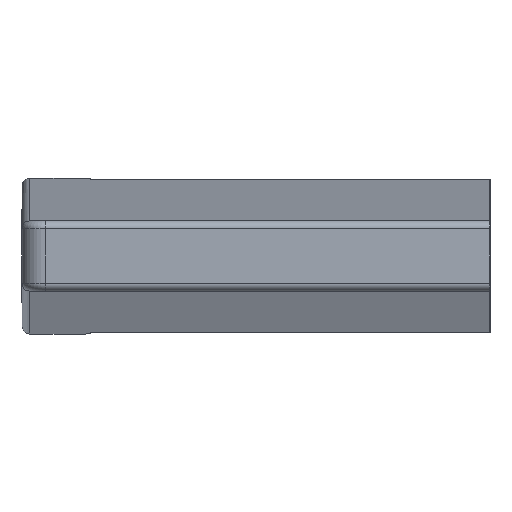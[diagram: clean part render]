
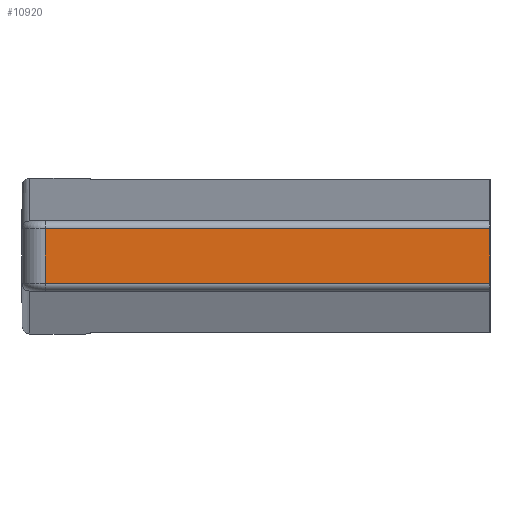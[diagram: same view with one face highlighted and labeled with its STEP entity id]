
A CAD part, left-side view. The second image highlights one B-rep face of the part: STEP entity #10920.
In plain terms, the highlighted planar face has unit normal (-1, 0, 0).
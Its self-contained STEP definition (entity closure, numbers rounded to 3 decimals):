
#9250=CARTESIAN_POINT('',(-43.,0.,-1.75));
#9260=VERTEX_POINT('',#9250);
#9290=CARTESIAN_POINT('',(-43.,0.,-2.25));
#9300=DIRECTION('',(0.,0.,1.));
#9310=VECTOR('',#9300,1000.);
#9320=LINE('',#9290,#9310);
#9330=CARTESIAN_POINT('',(-43.,0.,1.75));
#9340=VERTEX_POINT('',#9330);
#9350=EDGE_CURVE('',#9260,#9340,#9320,.T.);
#10620=CARTESIAN_POINT('',(-43.,30.,-2.25));
#10630=DIRECTION('',(1.,-0.,0.));
#10640=DIRECTION('',(0.,0.,-1.));
#10650=AXIS2_PLACEMENT_3D('',#10620,#10630,#10640);
#10660=PLANE('',#10650);
#10670=ORIENTED_EDGE('',*,*,#9350,.T.);
#10680=CARTESIAN_POINT('',(-43.,30.,-1.75));
#10690=DIRECTION('',(0.,-1.,0.));
#10700=VECTOR('',#10690,1000.);
#10710=LINE('',#10680,#10700);
#10720=CARTESIAN_POINT('',(-43.,28.5,-1.75));
#10730=VERTEX_POINT('',#10720);
#10740=EDGE_CURVE('',#10730,#9260,#10710,.T.);
#10750=ORIENTED_EDGE('',*,*,#10740,.T.);
#10760=CARTESIAN_POINT('',(-43.,28.5,-1.75));
#10770=DIRECTION('',(0.,0.,-1.));
#10780=VECTOR('',#10770,1000.);
#10790=LINE('',#10760,#10780);
#10800=CARTESIAN_POINT('',(-43.,28.5,1.75));
#10810=VERTEX_POINT('',#10800);
#10820=EDGE_CURVE('',#10810,#10730,#10790,.T.);
#10830=ORIENTED_EDGE('',*,*,#10820,.T.);
#10840=CARTESIAN_POINT('',(-43.,30.,1.75));
#10850=DIRECTION('',(0.,1.,0.));
#10860=VECTOR('',#10850,1000.);
#10870=LINE('',#10840,#10860);
#10880=EDGE_CURVE('',#9340,#10810,#10870,.T.);
#10890=ORIENTED_EDGE('',*,*,#10880,.T.);
#10900=EDGE_LOOP('',(#10890,#10830,#10750,#10670));
#10910=FACE_OUTER_BOUND('',#10900,.T.);
#10920=ADVANCED_FACE('',(#10910),#10660,.F.);
